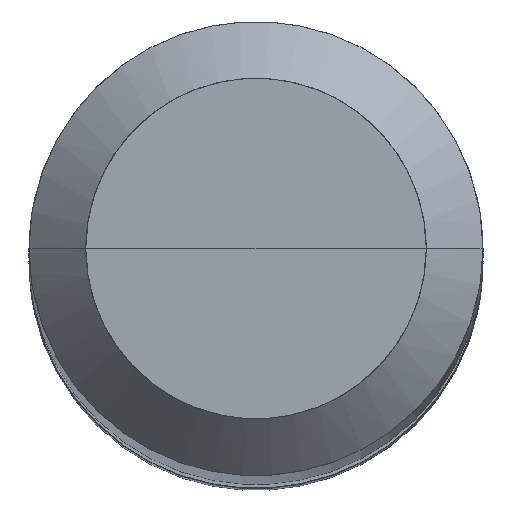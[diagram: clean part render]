
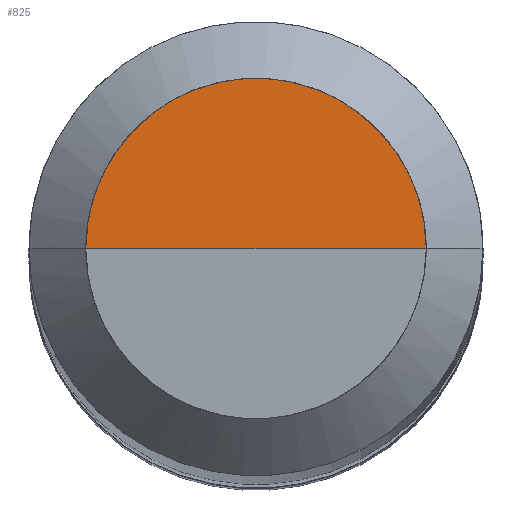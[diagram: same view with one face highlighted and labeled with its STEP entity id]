
A CAD part, top view. The second image highlights one B-rep face of the part: STEP entity #825.
In plain terms, the highlighted free-form (B-spline) face has degree [1, 2] with [2, 5] control points.
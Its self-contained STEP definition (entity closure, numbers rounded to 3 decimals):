
#537=CARTESIAN_POINT('',(3.0,0.0,90.0));
#538=CARTESIAN_POINT('',(3.0,3.0,90.0));
#539=CARTESIAN_POINT('',(0.0,3.0,90.0));
#540=CARTESIAN_POINT('',(-3.0,3.0,90.0));
#541=CARTESIAN_POINT('',(-3.0,0.0,90.0));
#542=CARTESIAN_POINT('',(0.0,0.0,90.0));
#810=(
BOUNDED_SURFACE()
B_SPLINE_SURFACE(1,2,(
(#537,#538,#539,#540,#541),
(#542,#542,#542,#542,#542)
), .UNSPECIFIED.,.F.,.F.,.F.)
B_SPLINE_SURFACE_WITH_KNOTS((2,2),(3,2,3),(
0.0,1.0),(
0.0,0.5,1.0), .UNSPECIFIED.)
GEOMETRIC_REPRESENTATION_ITEM()
RATIONAL_B_SPLINE_SURFACE(((1.0,0.707,1.0,0.707,1.0),
(1.0,0.707,1.0,0.707,1.0)
))
REPRESENTATION_ITEM('')
SURFACE()
);
#811=(
BOUNDED_CURVE()
B_SPLINE_CURVE(2,(#541,#540,#539,#538,#537),.UNSPECIFIED.,.F.,.F.)
B_SPLINE_CURVE_WITH_KNOTS((3,2,3),
(0.0,0.5,1.0),.UNSPECIFIED.)
CURVE()
GEOMETRIC_REPRESENTATION_ITEM()
RATIONAL_B_SPLINE_CURVE((1.0,0.707,1.0,0.707,1.0))
REPRESENTATION_ITEM('')
);
#812=(
BOUNDED_CURVE()
B_SPLINE_CURVE(1,(#537,#542),.UNSPECIFIED.,.F.,.F.)
B_SPLINE_CURVE_WITH_KNOTS((2,2),
(0.0,1.0),.UNSPECIFIED.)
CURVE()
GEOMETRIC_REPRESENTATION_ITEM()
RATIONAL_B_SPLINE_CURVE((1.0,1.0))
REPRESENTATION_ITEM('')
);
#813=(
BOUNDED_CURVE()
B_SPLINE_CURVE(1,(#542,#541),.UNSPECIFIED.,.F.,.F.)
B_SPLINE_CURVE_WITH_KNOTS((2,2),
(0.0,1.0),.UNSPECIFIED.)
CURVE()
GEOMETRIC_REPRESENTATION_ITEM()
RATIONAL_B_SPLINE_CURVE((1.0,1.0))
REPRESENTATION_ITEM('')
);
#814=VERTEX_POINT('',#537);
#815=VERTEX_POINT('',#541);
#816=VERTEX_POINT('',#542);
#817=EDGE_CURVE('',#815,#814,#811,.T.);
#818=EDGE_CURVE('',#814,#816,#812,.T.);
#819=EDGE_CURVE('',#816,#815,#813,.T.);
#820=ORIENTED_EDGE('',*,*,#817,.T.);
#821=ORIENTED_EDGE('',*,*,#818,.T.);
#822=ORIENTED_EDGE('',*,*,#819,.T.);
#823=EDGE_LOOP('',(#820,#821,#822));
#824=FACE_OUTER_BOUND('',#823,.T.);
#825=ADVANCED_FACE('',(#824),#810,.T.);
